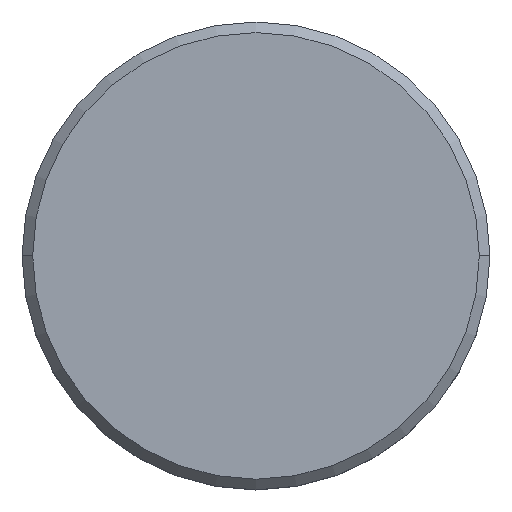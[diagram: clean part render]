
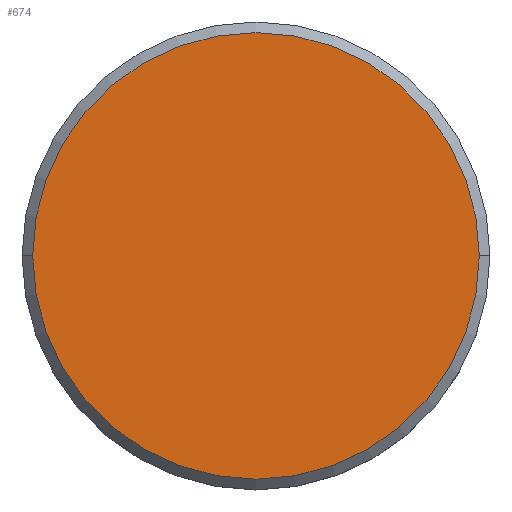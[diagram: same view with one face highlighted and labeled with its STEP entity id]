
A CAD part, top view. The second image highlights one B-rep face of the part: STEP entity #674.
In plain terms, the highlighted planar face has unit normal (0, 0, 1).
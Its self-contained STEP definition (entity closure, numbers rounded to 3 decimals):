
#20 = CARTESIAN_POINT ( 'NONE',  ( -10.5, 0., 0. ) ) ;
#167 = EDGE_CURVE ( 'NONE', #816, #528, #950, .T. ) ;
#409 = DIRECTION ( 'NONE',  ( 1., 0., 0. ) ) ;
#420 = DIRECTION ( 'NONE',  ( 1., 0., 0. ) ) ;
#490 = CIRCLE ( 'NONE', #935, 10.5 ) ;
#513 = CARTESIAN_POINT ( 'NONE',  ( 0., 0., 0. ) ) ;
#528 = VERTEX_POINT ( 'NONE', #20 ) ;
#568 = DIRECTION ( 'NONE',  ( 0., 0., 1. ) ) ;
#592 = ORIENTED_EDGE ( 'NONE', *, *, #167, .T. ) ;
#656 = CARTESIAN_POINT ( 'NONE',  ( 0., 0., 0. ) ) ;
#665 = CARTESIAN_POINT ( 'NONE',  ( 10.5, 0., 0. ) ) ;
#674 = ADVANCED_FACE ( 'NONE', ( #856 ), #1125, .T. ) ;
#692 = ORIENTED_EDGE ( 'NONE', *, *, #1144, .T. ) ;
#742 = DIRECTION ( 'NONE',  ( 1., 0., 0. ) ) ;
#816 = VERTEX_POINT ( 'NONE', #665 ) ;
#856 = FACE_OUTER_BOUND ( 'NONE', #960, .T. ) ;
#935 = AXIS2_PLACEMENT_3D ( 'NONE', #513, #964, #420 ) ;
#939 = CARTESIAN_POINT ( 'NONE',  ( 0., 0., 0. ) ) ;
#950 = CIRCLE ( 'NONE', #1064, 10.5 ) ;
#960 = EDGE_LOOP ( 'NONE', ( #692, #592 ) ) ;
#962 = DIRECTION ( 'NONE',  ( 0., 0., 1. ) ) ;
#964 = DIRECTION ( 'NONE',  ( 0., 0., 1. ) ) ;
#972 = AXIS2_PLACEMENT_3D ( 'NONE', #939, #962, #409 ) ;
#1064 = AXIS2_PLACEMENT_3D ( 'NONE', #656, #568, #742 ) ;
#1125 = PLANE ( 'NONE',  #972 ) ;
#1144 = EDGE_CURVE ( 'NONE', #528, #816, #490, .T. ) ;
